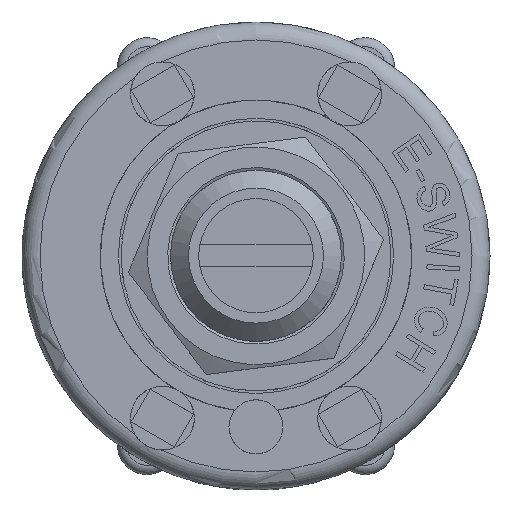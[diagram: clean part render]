
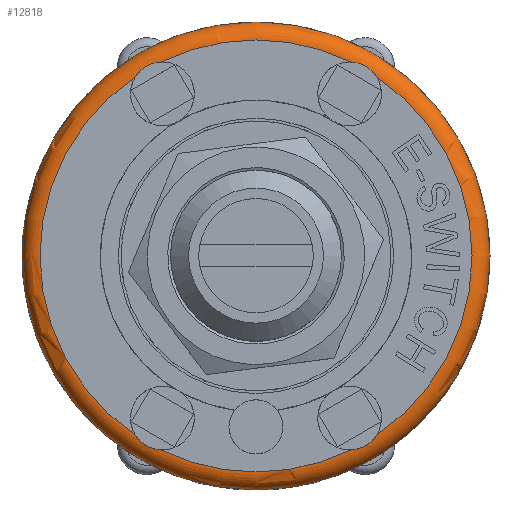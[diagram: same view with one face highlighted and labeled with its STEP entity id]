
A CAD part, top view. The second image highlights one B-rep face of the part: STEP entity #12818.
In plain terms, the highlighted toroidal (fillet/blend) face has major radius 12 mm and minor radius 1 mm.
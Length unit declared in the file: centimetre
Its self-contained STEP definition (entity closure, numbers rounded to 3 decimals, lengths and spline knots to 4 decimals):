
#26=TOROIDAL_SURFACE('',#13461,1.2,0.1);
#655=B_SPLINE_CURVE_WITH_KNOTS('',3,(#22173,#22174,#22175,#22176,#22177,
#22178,#22179,#22180,#22181,#22182,#22183,#22184),.UNSPECIFIED.,.F.,.F.,
(4,2,2,2,2,4),(-0.2692,-0.2446,-0.216,
-0.1921,-0.1645,-0.1357),.UNSPECIFIED.);
#656=B_SPLINE_CURVE_WITH_KNOTS('',3,(#22196,#22197,#22198,#22199,#22200,
#22201,#22202,#22203,#22204,#22205,#22206,#22207),.UNSPECIFIED.,.F.,.F.,
(4,2,2,2,2,4),(-0.2692,-0.2446,-0.216,
-0.1921,-0.1645,-0.1357),.UNSPECIFIED.);
#657=B_SPLINE_CURVE_WITH_KNOTS('',3,(#22224,#22225,#22226,#22227,#22228,
#22229,#22230,#22231,#22232,#22233,#22234,#22235),.UNSPECIFIED.,.F.,.F.,
(4,2,2,2,2,4),(-0.2692,-0.2446,-0.216,
-0.1921,-0.1645,-0.1357),.UNSPECIFIED.);
#658=B_SPLINE_CURVE_WITH_KNOTS('',3,(#22257,#22258,#22259,#22260,#22261,
#22262,#22263,#22264,#22265,#22266,#22267,#22268),.UNSPECIFIED.,.F.,.F.,
(4,2,2,2,2,4),(-0.2692,-0.2446,-0.216,
-0.1921,-0.1645,-0.1357),.UNSPECIFIED.);
#1334=FACE_OUTER_BOUND('',#2097,.T.);
#2097=EDGE_LOOP('',(#11384,#11385,#11386,#11387,#11388,#11389,#11390,#11391,
#11392,#11393,#11394,#11395));
#4922=CIRCLE('',#13414,1.3);
#4949=CIRCLE('',#13462,0.1);
#4950=CIRCLE('',#13463,1.2);
#4951=CIRCLE('',#13464,1.2);
#4952=CIRCLE('',#13465,1.2);
#4953=CIRCLE('',#13466,1.2);
#4954=CIRCLE('',#13467,1.2);
#6125=VERTEX_POINT('',#22135);
#6133=VERTEX_POINT('',#22171);
#6134=VERTEX_POINT('',#22172);
#6137=VERTEX_POINT('',#22194);
#6138=VERTEX_POINT('',#22195);
#6143=VERTEX_POINT('',#22222);
#6144=VERTEX_POINT('',#22223);
#6151=VERTEX_POINT('',#22255);
#6152=VERTEX_POINT('',#22256);
#6155=VERTEX_POINT('',#22278);
#7914=EDGE_CURVE('',#6125,#6125,#4922,.T.);
#7932=EDGE_CURVE('',#6133,#6134,#655,.T.);
#7938=EDGE_CURVE('',#6137,#6138,#656,.T.);
#7946=EDGE_CURVE('',#6143,#6144,#657,.T.);
#7956=EDGE_CURVE('',#6151,#6152,#658,.T.);
#7962=EDGE_CURVE('',#6125,#6155,#4949,.T.);
#7963=EDGE_CURVE('',#6155,#6143,#4950,.T.);
#7964=EDGE_CURVE('',#6144,#6137,#4951,.T.);
#7965=EDGE_CURVE('',#6138,#6133,#4952,.T.);
#7966=EDGE_CURVE('',#6134,#6151,#4953,.T.);
#7967=EDGE_CURVE('',#6152,#6155,#4954,.T.);
#11384=ORIENTED_EDGE('',*,*,#7914,.T.);
#11385=ORIENTED_EDGE('',*,*,#7962,.T.);
#11386=ORIENTED_EDGE('',*,*,#7963,.T.);
#11387=ORIENTED_EDGE('',*,*,#7946,.T.);
#11388=ORIENTED_EDGE('',*,*,#7964,.T.);
#11389=ORIENTED_EDGE('',*,*,#7938,.T.);
#11390=ORIENTED_EDGE('',*,*,#7965,.T.);
#11391=ORIENTED_EDGE('',*,*,#7932,.T.);
#11392=ORIENTED_EDGE('',*,*,#7966,.T.);
#11393=ORIENTED_EDGE('',*,*,#7956,.T.);
#11394=ORIENTED_EDGE('',*,*,#7967,.T.);
#11395=ORIENTED_EDGE('',*,*,#7962,.F.);
#12818=ADVANCED_FACE('',(#1334),#26,.T.);
#13414=AXIS2_PLACEMENT_3D('',#22136,#15903,#15904);
#13461=AXIS2_PLACEMENT_3D('',#22277,#16014,#16015);
#13462=AXIS2_PLACEMENT_3D('',#22279,#16016,#16017);
#13463=AXIS2_PLACEMENT_3D('',#22280,#16018,#16019);
#13464=AXIS2_PLACEMENT_3D('',#22281,#16020,#16021);
#13465=AXIS2_PLACEMENT_3D('',#22282,#16022,#16023);
#13466=AXIS2_PLACEMENT_3D('',#22283,#16024,#16025);
#13467=AXIS2_PLACEMENT_3D('',#22284,#16026,#16027);
#15903=DIRECTION('center_axis',(0.,0.,1.));
#15904=DIRECTION('ref_axis',(-1.,0.,0.));
#16014=DIRECTION('center_axis',(0.,0.,-1.));
#16015=DIRECTION('ref_axis',(-1.,0.,0.));
#16016=DIRECTION('center_axis',(0.,-1.,0.));
#16017=DIRECTION('ref_axis',(1.,0.,0.));
#16018=DIRECTION('center_axis',(0.,0.,-1.));
#16019=DIRECTION('ref_axis',(-1.,0.,0.));
#16020=DIRECTION('center_axis',(0.,0.,-1.));
#16021=DIRECTION('ref_axis',(-1.,0.,0.));
#16022=DIRECTION('center_axis',(0.,0.,-1.));
#16023=DIRECTION('ref_axis',(-1.,0.,0.));
#16024=DIRECTION('center_axis',(0.,0.,-1.));
#16025=DIRECTION('ref_axis',(-1.,0.,0.));
#16026=DIRECTION('center_axis',(0.,0.,-1.));
#16027=DIRECTION('ref_axis',(-1.,0.,0.));
#22135=CARTESIAN_POINT('',(1.3,0.,0.95));
#22136=CARTESIAN_POINT('Origin',(0.,0.,0.95));
#22171=CARTESIAN_POINT('',(-0.67,0.9955,1.05));
#22172=CARTESIAN_POINT('',(-0.5271,1.078,1.05));
#22173=CARTESIAN_POINT('Ctrl Pts',(-0.67,0.9955,
1.05));
#22174=CARTESIAN_POINT('Ctrl Pts',(-0.6646,1.0041,
1.05));
#22175=CARTESIAN_POINT('Ctrl Pts',(-0.6583,1.0124,
1.0498));
#22176=CARTESIAN_POINT('Ctrl Pts',(-0.6428,1.0294,
1.0491));
#22177=CARTESIAN_POINT('Ctrl Pts',(-0.6335,1.0377,
1.0488));
#22178=CARTESIAN_POINT('Ctrl Pts',(-0.615,1.051,1.0484));
#22179=CARTESIAN_POINT('Ctrl Pts',(-0.6061,1.0563,
1.0484));
#22180=CARTESIAN_POINT('Ctrl Pts',(-0.5859,1.0659,1.0487));
#22181=CARTESIAN_POINT('Ctrl Pts',(-0.5747,1.07,1.049));
#22182=CARTESIAN_POINT('Ctrl Pts',(-0.551,1.0759,1.0497));
#22183=CARTESIAN_POINT('Ctrl Pts',(-0.539,1.0775,
1.05));
#22184=CARTESIAN_POINT('Ctrl Pts',(-0.5271,1.078,
1.05));
#22194=CARTESIAN_POINT('',(-0.5271,-1.078,1.05));
#22195=CARTESIAN_POINT('',(-0.67,-0.9955,1.05));
#22196=CARTESIAN_POINT('Ctrl Pts',(-0.5271,-1.078,
1.05));
#22197=CARTESIAN_POINT('Ctrl Pts',(-0.5373,-1.0776,
1.05));
#22198=CARTESIAN_POINT('Ctrl Pts',(-0.5476,-1.0763,
1.0498));
#22199=CARTESIAN_POINT('Ctrl Pts',(-0.5701,-1.0714,1.0491));
#22200=CARTESIAN_POINT('Ctrl Pts',(-0.5819,-1.0675,
1.0488));
#22201=CARTESIAN_POINT('Ctrl Pts',(-0.6027,-1.0581,
1.0484));
#22202=CARTESIAN_POINT('Ctrl Pts',(-0.6117,-1.053,
1.0484));
#22203=CARTESIAN_POINT('Ctrl Pts',(-0.6301,-1.0404,
1.0487));
#22204=CARTESIAN_POINT('Ctrl Pts',(-0.6393,-1.0327,
1.049));
#22205=CARTESIAN_POINT('Ctrl Pts',(-0.6562,-1.0151,
1.0497));
#22206=CARTESIAN_POINT('Ctrl Pts',(-0.6637,-1.0055,
1.05));
#22207=CARTESIAN_POINT('Ctrl Pts',(-0.67,-0.9955,
1.05));
#22222=CARTESIAN_POINT('',(0.67,-0.9955,1.05));
#22223=CARTESIAN_POINT('',(0.5271,-1.078,1.05));
#22224=CARTESIAN_POINT('Ctrl Pts',(0.67,-0.9955,
1.05));
#22225=CARTESIAN_POINT('Ctrl Pts',(0.6646,-1.0041,
1.05));
#22226=CARTESIAN_POINT('Ctrl Pts',(0.6583,-1.0124,
1.0498));
#22227=CARTESIAN_POINT('Ctrl Pts',(0.6428,-1.0294,
1.0491));
#22228=CARTESIAN_POINT('Ctrl Pts',(0.6335,-1.0377,
1.0488));
#22229=CARTESIAN_POINT('Ctrl Pts',(0.615,-1.051,
1.0484));
#22230=CARTESIAN_POINT('Ctrl Pts',(0.6061,-1.0563,
1.0484));
#22231=CARTESIAN_POINT('Ctrl Pts',(0.5859,-1.0659,1.0487));
#22232=CARTESIAN_POINT('Ctrl Pts',(0.5747,-1.07,1.049));
#22233=CARTESIAN_POINT('Ctrl Pts',(0.551,-1.0759,
1.0497));
#22234=CARTESIAN_POINT('Ctrl Pts',(0.539,-1.0775,
1.05));
#22235=CARTESIAN_POINT('Ctrl Pts',(0.5271,-1.078,
1.05));
#22255=CARTESIAN_POINT('',(0.5271,1.078,1.05));
#22256=CARTESIAN_POINT('',(0.67,0.9955,1.05));
#22257=CARTESIAN_POINT('Ctrl Pts',(0.5271,1.078,1.05));
#22258=CARTESIAN_POINT('Ctrl Pts',(0.5373,1.0776,1.05));
#22259=CARTESIAN_POINT('Ctrl Pts',(0.5476,1.0763,1.0498));
#22260=CARTESIAN_POINT('Ctrl Pts',(0.5701,1.0714,1.0491));
#22261=CARTESIAN_POINT('Ctrl Pts',(0.5819,1.0675,1.0488));
#22262=CARTESIAN_POINT('Ctrl Pts',(0.6027,1.0581,1.0484));
#22263=CARTESIAN_POINT('Ctrl Pts',(0.6117,1.053,1.0484));
#22264=CARTESIAN_POINT('Ctrl Pts',(0.6301,1.0404,1.0487));
#22265=CARTESIAN_POINT('Ctrl Pts',(0.6393,1.0327,1.049));
#22266=CARTESIAN_POINT('Ctrl Pts',(0.6562,1.0151,1.0497));
#22267=CARTESIAN_POINT('Ctrl Pts',(0.6637,1.0055,1.05));
#22268=CARTESIAN_POINT('Ctrl Pts',(0.67,0.9955,
1.05));
#22277=CARTESIAN_POINT('Origin',(0.,0.,0.95));
#22278=CARTESIAN_POINT('',(1.2,0.,1.05));
#22279=CARTESIAN_POINT('Origin',(1.2,0.,0.95));
#22280=CARTESIAN_POINT('Origin',(0.,0.,1.05));
#22281=CARTESIAN_POINT('Origin',(0.,0.,1.05));
#22282=CARTESIAN_POINT('Origin',(0.,0.,1.05));
#22283=CARTESIAN_POINT('Origin',(0.,0.,1.05));
#22284=CARTESIAN_POINT('Origin',(0.,0.,1.05));
